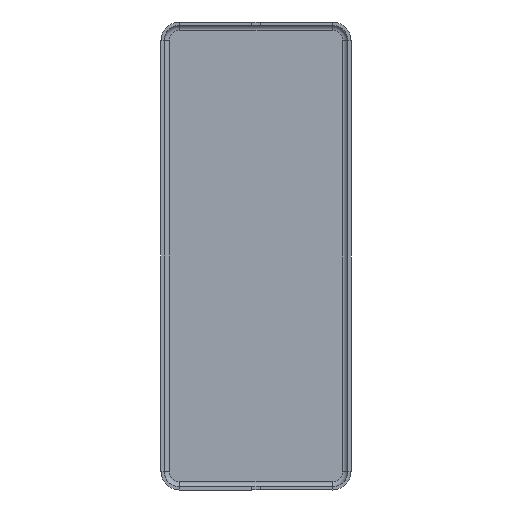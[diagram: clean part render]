
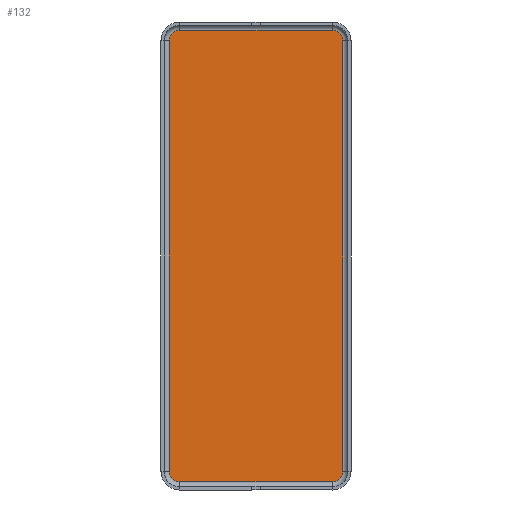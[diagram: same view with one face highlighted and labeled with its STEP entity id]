
A CAD part, front view. The second image highlights one B-rep face of the part: STEP entity #132.
In plain terms, the highlighted planar face has unit normal (0, -1, 0).
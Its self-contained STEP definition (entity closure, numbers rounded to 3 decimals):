
#14 = VERTEX_POINT ( 'NONE', #46 ) ;
#21 = CARTESIAN_POINT ( 'NONE',  ( -7.3, -0.3, 21.6 ) ) ;
#22 = CARTESIAN_POINT ( 'NONE',  ( 7.3, -0.3, -20.6 ) ) ;
#42 = DIRECTION ( 'NONE',  ( -1., 0., 0. ) ) ;
#46 = CARTESIAN_POINT ( 'NONE',  ( 8.3, -0.3, 20.6 ) ) ;
#49 = CARTESIAN_POINT ( 'NONE',  ( 7.3, -0.3, -21.6 ) ) ;
#54 = DIRECTION ( 'NONE',  ( 0., 0., 1. ) ) ;
#83 = VERTEX_POINT ( 'NONE', #302 ) ;
#102 = CIRCLE ( 'NONE', #1059, 1. ) ;
#110 = ORIENTED_EDGE ( 'NONE', *, *, #271, .F. ) ;
#132 = ADVANCED_FACE ( 'NONE', ( #1297 ), #392, .T. ) ;
#158 = DIRECTION ( 'NONE',  ( 0., 0., 1. ) ) ;
#170 = CARTESIAN_POINT ( 'NONE',  ( -7.3, -0.3, 20.6 ) ) ;
#173 = DIRECTION ( 'NONE',  ( 0., 1., 0. ) ) ;
#217 = CARTESIAN_POINT ( 'NONE',  ( 8.3, -0.3, -20.6 ) ) ;
#228 = EDGE_CURVE ( 'NONE', #535, #1384, #918, .T. ) ;
#258 = EDGE_CURVE ( 'NONE', #402, #14, #102, .T. ) ;
#271 = EDGE_CURVE ( 'NONE', #483, #83, #431, .T. ) ;
#302 = CARTESIAN_POINT ( 'NONE',  ( -8.3, -0.3, 20.6 ) ) ;
#310 = EDGE_CURVE ( 'NONE', #705, #402, #398, .T. ) ;
#348 = DIRECTION ( 'NONE',  ( 0., 1., 0. ) ) ;
#359 = AXIS2_PLACEMENT_3D ( 'NONE', #22, #348, #451 ) ;
#392 = PLANE ( 'NONE',  #960 ) ;
#398 = LINE ( 'NONE', #21, #1103 ) ;
#402 = VERTEX_POINT ( 'NONE', #1325 ) ;
#431 = LINE ( 'NONE', #1157, #793 ) ;
#451 = DIRECTION ( 'NONE',  ( 0., 0., 1. ) ) ;
#465 = CARTESIAN_POINT ( 'NONE',  ( 7.3, -0.3, -21.6 ) ) ;
#483 = VERTEX_POINT ( 'NONE', #1338 ) ;
#499 = DIRECTION ( 'NONE',  ( 0., 0., 1. ) ) ;
#535 = VERTEX_POINT ( 'NONE', #465 ) ;
#549 = CIRCLE ( 'NONE', #957, 1. ) ;
#561 = VECTOR ( 'NONE', #1316, 1000. ) ;
#597 = ORIENTED_EDGE ( 'NONE', *, *, #1093, .F. ) ;
#613 = CARTESIAN_POINT ( 'NONE',  ( -7.3, -0.3, 21.6 ) ) ;
#617 = CIRCLE ( 'NONE', #1264, 1. ) ;
#673 = ORIENTED_EDGE ( 'NONE', *, *, #258, .F. ) ;
#677 = EDGE_LOOP ( 'NONE', ( #673, #1091, #1222, #110, #1349, #792, #597, #1056 ) ) ;
#705 = VERTEX_POINT ( 'NONE', #613 ) ;
#722 = DIRECTION ( 'NONE',  ( 0., 0., 1. ) ) ;
#732 = DIRECTION ( 'NONE',  ( 0., 1., 0. ) ) ;
#734 = EDGE_CURVE ( 'NONE', #1384, #483, #617, .T. ) ;
#769 = EDGE_CURVE ( 'NONE', #83, #705, #549, .T. ) ;
#792 = ORIENTED_EDGE ( 'NONE', *, *, #228, .F. ) ;
#793 = VECTOR ( 'NONE', #54, 1000. ) ;
#863 = LINE ( 'NONE', #1203, #561 ) ;
#911 = VERTEX_POINT ( 'NONE', #217 ) ;
#918 = LINE ( 'NONE', #49, #1169 ) ;
#927 = CARTESIAN_POINT ( 'NONE',  ( 7.3, -0.3, 20.6 ) ) ;
#939 = DIRECTION ( 'NONE',  ( 0., 1., 0. ) ) ;
#945 = EDGE_CURVE ( 'NONE', #14, #911, #863, .T. ) ;
#949 = DIRECTION ( 'NONE',  ( 0., 0., -1. ) ) ;
#953 = CARTESIAN_POINT ( 'NONE',  ( -7.3, -0.3, -21.6 ) ) ;
#957 = AXIS2_PLACEMENT_3D ( 'NONE', #170, #173, #722 ) ;
#960 = AXIS2_PLACEMENT_3D ( 'NONE', #1393, #1055, #949 ) ;
#1055 = DIRECTION ( 'NONE',  ( 0., -1., 0. ) ) ;
#1056 = ORIENTED_EDGE ( 'NONE', *, *, #945, .F. ) ;
#1059 = AXIS2_PLACEMENT_3D ( 'NONE', #927, #939, #158 ) ;
#1085 = CIRCLE ( 'NONE', #359, 1. ) ;
#1091 = ORIENTED_EDGE ( 'NONE', *, *, #310, .F. ) ;
#1093 = EDGE_CURVE ( 'NONE', #911, #535, #1085, .T. ) ;
#1103 = VECTOR ( 'NONE', #1124, 1000. ) ;
#1124 = DIRECTION ( 'NONE',  ( 1., 0., 0. ) ) ;
#1157 = CARTESIAN_POINT ( 'NONE',  ( -8.3, -0.3, -20.6 ) ) ;
#1169 = VECTOR ( 'NONE', #42, 1000. ) ;
#1203 = CARTESIAN_POINT ( 'NONE',  ( 8.3, -0.3, 20.6 ) ) ;
#1222 = ORIENTED_EDGE ( 'NONE', *, *, #769, .F. ) ;
#1264 = AXIS2_PLACEMENT_3D ( 'NONE', #1272, #732, #499 ) ;
#1272 = CARTESIAN_POINT ( 'NONE',  ( -7.3, -0.3, -20.6 ) ) ;
#1297 = FACE_OUTER_BOUND ( 'NONE', #677, .T. ) ;
#1316 = DIRECTION ( 'NONE',  ( 0., 0., -1. ) ) ;
#1325 = CARTESIAN_POINT ( 'NONE',  ( 7.3, -0.3, 21.6 ) ) ;
#1338 = CARTESIAN_POINT ( 'NONE',  ( -8.3, -0.3, -20.6 ) ) ;
#1349 = ORIENTED_EDGE ( 'NONE', *, *, #734, .F. ) ;
#1384 = VERTEX_POINT ( 'NONE', #953 ) ;
#1393 = CARTESIAN_POINT ( 'NONE',  ( 7.3, -0.3, 20.6 ) ) ;
